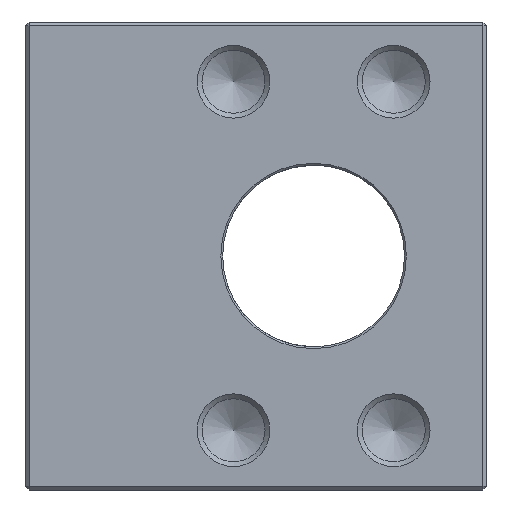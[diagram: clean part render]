
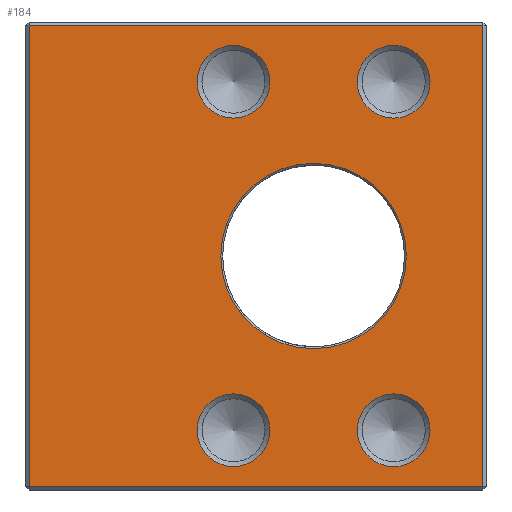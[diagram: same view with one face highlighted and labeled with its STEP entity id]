
A CAD part, left-side view. The second image highlights one B-rep face of the part: STEP entity #184.
In plain terms, the highlighted planar face has unit normal (-1, 0, 0).
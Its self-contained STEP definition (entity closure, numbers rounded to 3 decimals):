
#184=ADVANCED_FACE('',(#380,#381,#382,#383,#384,#385),#250,.F.);
#250=PLANE('',#999);
#279=LINE('',#1405,#327);
#280=LINE('',#1408,#328);
#281=LINE('',#1410,#329);
#282=LINE('',#1412,#330);
#327=VECTOR('',#1132,1.);
#328=VECTOR('',#1133,1.);
#329=VECTOR('',#1134,1.);
#330=VECTOR('',#1135,1.);
#380=FACE_BOUND('',#481,.T.);
#381=FACE_BOUND('',#482,.T.);
#382=FACE_BOUND('',#483,.T.);
#383=FACE_BOUND('',#484,.T.);
#384=FACE_BOUND('',#485,.T.);
#385=FACE_BOUND('',#486,.T.);
#481=EDGE_LOOP('',(#597));
#482=EDGE_LOOP('',(#598));
#483=EDGE_LOOP('',(#599));
#484=EDGE_LOOP('',(#600));
#485=EDGE_LOOP('',(#601));
#486=EDGE_LOOP('',(#602,#603,#604,#605));
#597=ORIENTED_EDGE('',*,*,#861,.T.);
#598=ORIENTED_EDGE('',*,*,#862,.T.);
#599=ORIENTED_EDGE('',*,*,#863,.T.);
#600=ORIENTED_EDGE('',*,*,#864,.T.);
#601=ORIENTED_EDGE('',*,*,#865,.T.);
#602=ORIENTED_EDGE('',*,*,#866,.T.);
#603=ORIENTED_EDGE('',*,*,#867,.T.);
#604=ORIENTED_EDGE('',*,*,#868,.T.);
#605=ORIENTED_EDGE('',*,*,#869,.T.);
#781=VERTEX_POINT('',#1396);
#782=VERTEX_POINT('',#1398);
#783=VERTEX_POINT('',#1400);
#784=VERTEX_POINT('',#1402);
#785=VERTEX_POINT('',#1404);
#786=VERTEX_POINT('',#1406);
#787=VERTEX_POINT('',#1407);
#788=VERTEX_POINT('',#1409);
#789=VERTEX_POINT('',#1411);
#861=EDGE_CURVE('',#781,#781,#947,.T.);
#862=EDGE_CURVE('',#782,#782,#948,.T.);
#863=EDGE_CURVE('',#783,#783,#949,.T.);
#864=EDGE_CURVE('',#784,#784,#950,.T.);
#865=EDGE_CURVE('',#785,#785,#951,.T.);
#866=EDGE_CURVE('',#786,#787,#279,.T.);
#867=EDGE_CURVE('',#787,#788,#280,.T.);
#868=EDGE_CURVE('',#788,#789,#281,.T.);
#869=EDGE_CURVE('',#789,#786,#282,.T.);
#947=CIRCLE('',#994,10.1);
#948=CIRCLE('',#995,10.1);
#949=CIRCLE('',#996,10.1);
#950=CIRCLE('',#997,10.1);
#951=CIRCLE('',#998,25.75);
#994=AXIS2_PLACEMENT_3D('',#1395,#1122,#1123);
#995=AXIS2_PLACEMENT_3D('',#1397,#1124,#1125);
#996=AXIS2_PLACEMENT_3D('',#1399,#1126,#1127);
#997=AXIS2_PLACEMENT_3D('',#1401,#1128,#1129);
#998=AXIS2_PLACEMENT_3D('',#1403,#1130,#1131);
#999=AXIS2_PLACEMENT_3D('',#1413,#1136,#1137);
#1122=DIRECTION('',(1.,0.,0.));
#1123=DIRECTION('',(0.,0.,-1.));
#1124=DIRECTION('',(1.,0.,0.));
#1125=DIRECTION('',(0.,0.,-1.));
#1126=DIRECTION('',(1.,0.,0.));
#1127=DIRECTION('',(0.,0.,-1.));
#1128=DIRECTION('',(1.,0.,0.));
#1129=DIRECTION('',(0.,0.,-1.));
#1130=DIRECTION('',(1.,0.,0.));
#1131=DIRECTION('',(0.,0.,-1.));
#1132=DIRECTION('',(0.,0.,-1.));
#1133=DIRECTION('',(0.,-1.,0.));
#1134=DIRECTION('',(0.,0.,1.));
#1135=DIRECTION('',(0.,1.,0.));
#1136=DIRECTION('',(1.,0.,0.));
#1137=DIRECTION('',(0.,0.,-1.));
#1395=CARTESIAN_POINT('',(0.,-38.25,48.4));
#1396=CARTESIAN_POINT('',(0.,-38.25,38.3));
#1397=CARTESIAN_POINT('',(0.,6.25,48.4));
#1398=CARTESIAN_POINT('',(0.,6.25,38.3));
#1399=CARTESIAN_POINT('',(0.,-38.25,-48.4));
#1400=CARTESIAN_POINT('',(0.,-38.25,-58.5));
#1401=CARTESIAN_POINT('',(0.,6.25,-48.4));
#1402=CARTESIAN_POINT('',(0.,6.25,-58.5));
#1403=CARTESIAN_POINT('',(0.,-16.,0.));
#1404=CARTESIAN_POINT('',(0.,-16.,-25.75));
#1405=CARTESIAN_POINT('',(0.,63.,0.));
#1406=CARTESIAN_POINT('',(0.,63.,64.));
#1407=CARTESIAN_POINT('',(0.,63.,-64.));
#1408=CARTESIAN_POINT('',(0.,0.,-64.));
#1409=CARTESIAN_POINT('',(0.,-63.,-64.));
#1410=CARTESIAN_POINT('',(0.,-63.,0.));
#1411=CARTESIAN_POINT('',(0.,-63.,64.));
#1412=CARTESIAN_POINT('',(0.,0.,64.));
#1413=CARTESIAN_POINT('',(0.,0.,0.));
